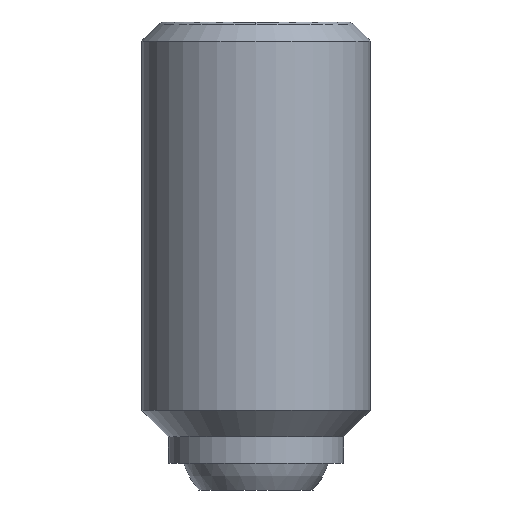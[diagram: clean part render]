
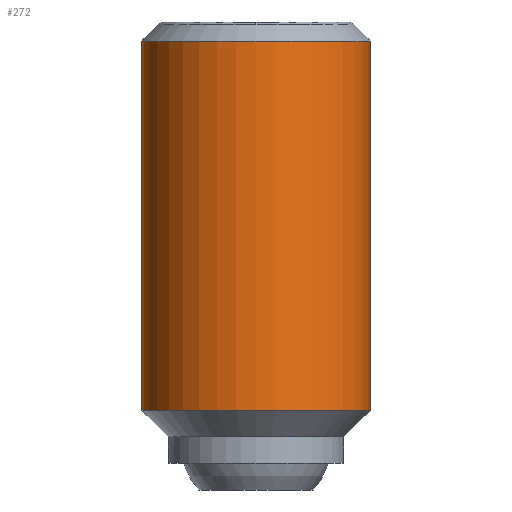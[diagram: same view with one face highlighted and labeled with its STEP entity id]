
A CAD part, front view. The second image highlights one B-rep face of the part: STEP entity #272.
In plain terms, the highlighted cylindrical face has radius 3 mm (diameter 6 mm), a partial arc.
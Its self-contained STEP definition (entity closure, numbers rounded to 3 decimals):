
#156=EDGE_CURVE('',#308,#180,#387,.T.);
#180=VERTEX_POINT('',#415);
#198=VERTEX_POINT('',#435);
#224=EDGE_CURVE('',#340,#180,#464,.T.);
#232=EDGE_CURVE('',#198,#340,#472,.T.);
#272=ADVANCED_FACE('',(#517),#518,.T.);
#300=EDGE_CURVE('',#308,#198,#548,.T.);
#308=VERTEX_POINT('',#557);
#340=VERTEX_POINT('',#593);
#387=CIRCLE('',#645,3.);
#415=CARTESIAN_POINT('',(3.,0.,-10.2));
#435=CARTESIAN_POINT('',(-3.,0.,-0.5));
#464=LINE('',#751,#752);
#472=CIRCLE('',#765,3.);
#517=FACE_OUTER_BOUND('',#841,.T.);
#518=CYLINDRICAL_SURFACE('',#842,3.);
#548=LINE('',#899,#900);
#557=CARTESIAN_POINT('',(-3.,0.,-10.2));
#593=CARTESIAN_POINT('',(3.,0.,-0.5));
#645=AXIS2_PLACEMENT_3D('',#995,#996,#997);
#751=CARTESIAN_POINT('',(3.,0.,-5.35));
#752=VECTOR('',#1096,1.0);
#765=AXIS2_PLACEMENT_3D('',#1099,#1100,#1101);
#841=EDGE_LOOP('',(#1153,#1154,#1155,#1156));
#842=AXIS2_PLACEMENT_3D('',#1157,#1158,#1159);
#899=CARTESIAN_POINT('',(-3.,0.,-5.35));
#900=VECTOR('',#1190,1.0);
#995=CARTESIAN_POINT('',(0.,0.,-10.2));
#996=DIRECTION('',(0.0,0.0,1.0));
#997=DIRECTION('',(-1.0,0.,0.0));
#1096=DIRECTION('',(-0.0,-0.0,-1.0));
#1099=CARTESIAN_POINT('',(0.,0.,-0.5));
#1100=DIRECTION('',(0.0,0.0,1.0));
#1101=DIRECTION('',(-1.0,0.,0.0));
#1153=ORIENTED_EDGE('',*,*,#300,.F.);
#1154=ORIENTED_EDGE('',*,*,#156,.T.);
#1155=ORIENTED_EDGE('',*,*,#224,.F.);
#1156=ORIENTED_EDGE('',*,*,#232,.F.);
#1157=CARTESIAN_POINT('',(0.,0.,-5.35));
#1158=DIRECTION('',(-0.0,-0.0,-1.0));
#1159=DIRECTION('',(-1.0,0.,0.0));
#1190=DIRECTION('',(0.0,0.0,1.0));
